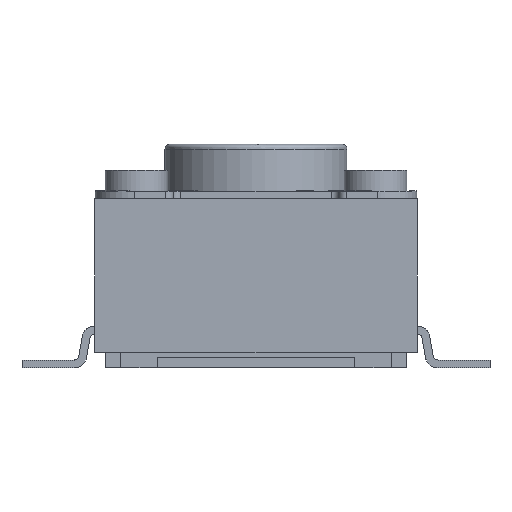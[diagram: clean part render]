
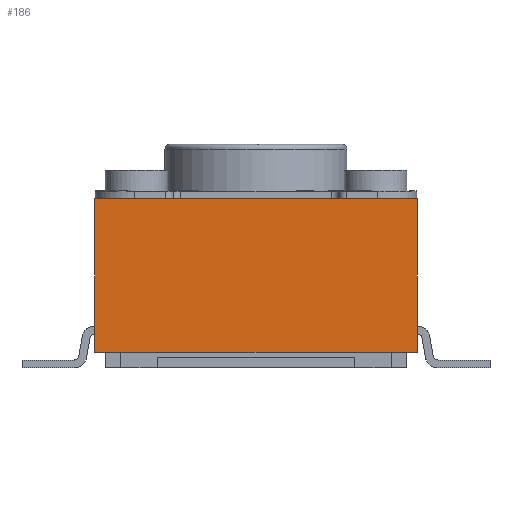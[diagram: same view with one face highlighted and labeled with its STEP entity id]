
A CAD part, front view. The second image highlights one B-rep face of the part: STEP entity #186.
In plain terms, the highlighted planar face has unit normal (0, -1, 0).
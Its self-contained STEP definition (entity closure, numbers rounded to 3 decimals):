
#186=ADVANCED_FACE('',(#346),#5864,.T.);
#346=FACE_OUTER_BOUND('',#508,.T.);
#508=EDGE_LOOP('',(#845,#846,#847,#848));
#845=ORIENTED_EDGE('',*,*,#4052,.T.);
#846=ORIENTED_EDGE('',*,*,#3956,.F.);
#847=ORIENTED_EDGE('',*,*,#4053,.T.);
#848=ORIENTED_EDGE('',*,*,#3968,.F.);
#1773=PCURVE('',#5838,#2636);
#1785=PCURVE('',#5839,#2648);
#1937=PCURVE('',#5864,#2800);
#1938=PCURVE('',#5864,#2801);
#1939=PCURVE('',#5864,#2802);
#1940=PCURVE('',#5864,#2803);
#1950=PCURVE('',#5866,#2813);
#1960=PCURVE('',#5867,#2823);
#2636=DEFINITIONAL_REPRESENTATION('',(#4447),#11036);
#2648=DEFINITIONAL_REPRESENTATION('',(#4469),#11036);
#2800=DEFINITIONAL_REPRESENTATION('',(#4705),#11036);
#2801=DEFINITIONAL_REPRESENTATION('',(#4706),#11036);
#2802=DEFINITIONAL_REPRESENTATION('',(#4708),#11036);
#2803=DEFINITIONAL_REPRESENTATION('',(#4709),#11036);
#2813=DEFINITIONAL_REPRESENTATION('',(#4723),#11036);
#2823=DEFINITIONAL_REPRESENTATION('',(#4739),#11036);
#3483=SURFACE_CURVE('',#4446,(#1773,#1938),.PCURVE_S1.);
#3495=SURFACE_CURVE('',#4468,(#1785,#1940),.PCURVE_S1.);
#3579=SURFACE_CURVE('',#4704,(#1937,#1950),.PCURVE_S1.);
#3580=SURFACE_CURVE('',#4707,(#1939,#1960),.PCURVE_S1.);
#3956=EDGE_CURVE('',#5527,#5530,#3483,.T.);
#3968=EDGE_CURVE('',#5553,#5550,#3495,.T.);
#4052=EDGE_CURVE('',#5553,#5530,#3579,.T.);
#4053=EDGE_CURVE('',#5527,#5550,#3580,.T.);
#4446=B_SPLINE_CURVE_WITH_KNOTS('',1,(#6743,#6744),.UNSPECIFIED.,.F.,.F.,
(2,2),(0.,6.2),.UNSPECIFIED.);
#4447=B_SPLINE_CURVE_WITH_KNOTS('',1,(#6745,#6746),.UNSPECIFIED.,.F.,.F.,
(2,2),(0.,6.2),.UNSPECIFIED.);
#4468=B_SPLINE_CURVE_WITH_KNOTS('',1,(#6917,#6918),.UNSPECIFIED.,.F.,.F.,
(2,2),(0.,6.2),.UNSPECIFIED.);
#4469=B_SPLINE_CURVE_WITH_KNOTS('',1,(#6919,#6920),.UNSPECIFIED.,.F.,.F.,
(2,2),(0.,6.2),.UNSPECIFIED.);
#4704=B_SPLINE_CURVE_WITH_KNOTS('',1,(#7389,#7390),.UNSPECIFIED.,.F.,.F.,
(2,2),(-2.95,0.),.UNSPECIFIED.);
#4705=B_SPLINE_CURVE_WITH_KNOTS('',1,(#7391,#7392),.UNSPECIFIED.,.F.,.F.,
(2,2),(-2.95,0.),.UNSPECIFIED.);
#4706=B_SPLINE_CURVE_WITH_KNOTS('',1,(#7393,#7394),.UNSPECIFIED.,.F.,.F.,
(2,2),(0.,6.2),.UNSPECIFIED.);
#4707=B_SPLINE_CURVE_WITH_KNOTS('',1,(#7395,#7396),.UNSPECIFIED.,.F.,.F.,
(2,2),(0.,2.95),.UNSPECIFIED.);
#4708=B_SPLINE_CURVE_WITH_KNOTS('',1,(#7397,#7398),.UNSPECIFIED.,.F.,.F.,
(2,2),(0.,2.95),.UNSPECIFIED.);
#4709=B_SPLINE_CURVE_WITH_KNOTS('',1,(#7399,#7400),.UNSPECIFIED.,.F.,.F.,
(2,2),(0.,6.2),.UNSPECIFIED.);
#4723=B_SPLINE_CURVE_WITH_KNOTS('',1,(#7431,#7432),.UNSPECIFIED.,.F.,.F.,
(2,2),(-2.95,0.),.UNSPECIFIED.);
#4739=B_SPLINE_CURVE_WITH_KNOTS('',1,(#7471,#7472),.UNSPECIFIED.,.F.,.F.,
(2,2),(0.,2.95),.UNSPECIFIED.);
#5527=VERTEX_POINT('',#6634);
#5530=VERTEX_POINT('',#6637);
#5550=VERTEX_POINT('',#6657);
#5553=VERTEX_POINT('',#6660);
#5838=PLANE('',#6018);
#5839=PLANE('',#6019);
#5864=PLANE('',#6044);
#5866=PLANE('',#6046);
#5867=PLANE('',#6047);
#6018=AXIS2_PLACEMENT_3D('',#6591,#6124,$);
#6019=AXIS2_PLACEMENT_3D('',#6592,#6125,$);
#6044=AXIS2_PLACEMENT_3D('',#6617,#6150,$);
#6046=AXIS2_PLACEMENT_3D('',#6619,#6152,$);
#6047=AXIS2_PLACEMENT_3D('',#6620,#6153,$);
#6124=DIRECTION('',(0.,0.,1.));
#6125=DIRECTION('',(0.,0.,-1.));
#6150=DIRECTION('',(0.,-1.,0.));
#6152=DIRECTION('',(1.,0.,0.));
#6153=DIRECTION('',(-1.,0.,0.));
#6591=CARTESIAN_POINT('',(-3.732,-3.732,3.25));
#6592=CARTESIAN_POINT('',(3.732,-3.732,0.3));
#6617=CARTESIAN_POINT('',(-3.732,-3.1,-0.007));
#6619=CARTESIAN_POINT('',(3.1,-3.732,-0.007));
#6620=CARTESIAN_POINT('',(-3.1,-3.732,3.557));
#6634=CARTESIAN_POINT('',(-3.1,-3.1,3.25));
#6637=CARTESIAN_POINT('',(3.1,-3.1,3.25));
#6657=CARTESIAN_POINT('',(-3.1,-3.1,0.3));
#6660=CARTESIAN_POINT('',(3.1,-3.1,0.3));
#6743=CARTESIAN_POINT('',(-3.1,-3.1,3.25));
#6744=CARTESIAN_POINT('',(3.1,-3.1,3.25));
#6745=CARTESIAN_POINT('',(0.,0.));
#6746=CARTESIAN_POINT('',(6.2,0.));
#6917=CARTESIAN_POINT('',(3.1,-3.1,0.3));
#6918=CARTESIAN_POINT('',(-3.1,-3.1,0.3));
#6919=CARTESIAN_POINT('',(0.,0.));
#6920=CARTESIAN_POINT('',(6.2,0.));
#7389=CARTESIAN_POINT('',(3.1,-3.1,0.3));
#7390=CARTESIAN_POINT('',(3.1,-3.1,3.25));
#7391=CARTESIAN_POINT('',(6.2,-2.95));
#7392=CARTESIAN_POINT('',(6.2,0.));
#7393=CARTESIAN_POINT('',(0.,0.));
#7394=CARTESIAN_POINT('',(6.2,0.));
#7395=CARTESIAN_POINT('',(-3.1,-3.1,3.25));
#7396=CARTESIAN_POINT('',(-3.1,-3.1,0.3));
#7397=CARTESIAN_POINT('',(0.,0.));
#7398=CARTESIAN_POINT('',(0.,-2.95));
#7399=CARTESIAN_POINT('',(6.2,-2.95));
#7400=CARTESIAN_POINT('',(0.,-2.95));
#7431=CARTESIAN_POINT('',(0.,-2.95));
#7432=CARTESIAN_POINT('',(0.,0.));
#7471=CARTESIAN_POINT('',(-6.2,0.));
#7472=CARTESIAN_POINT('',(-6.2,2.95));
#11036=(
GEOMETRIC_REPRESENTATION_CONTEXT(2)
PARAMETRIC_REPRESENTATION_CONTEXT()
REPRESENTATION_CONTEXT('pspace','')
);
